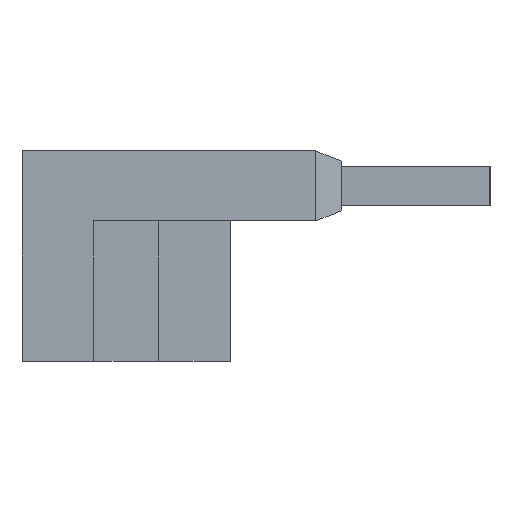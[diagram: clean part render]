
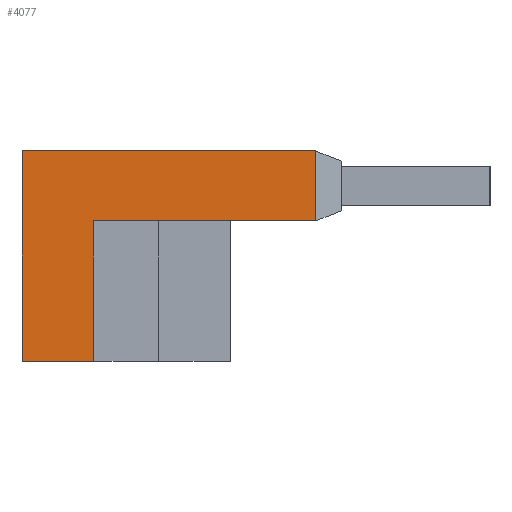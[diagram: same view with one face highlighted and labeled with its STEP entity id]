
A CAD part, left-side view. The second image highlights one B-rep face of the part: STEP entity #4077.
In plain terms, the highlighted planar face has unit normal (-1, 0, 0).
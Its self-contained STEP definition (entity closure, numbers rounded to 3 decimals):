
#308 = EDGE_CURVE ( 'NONE', #3030, #3002, #738, .T. ) ;
#323 = EDGE_CURVE ( 'NONE', #3002, #3144, #712, .T. ) ;
#348 = EDGE_CURVE ( 'NONE', #3144, #2994, #931, .T. ) ;
#367 = EDGE_CURVE ( 'NONE', #3032, #3030, #735, .T. ) ;
#385 = EDGE_CURVE ( 'NONE', #2994, #2972, #743, .T. ) ;
#411 = EDGE_CURVE ( 'NONE', #2972, #3032, #696, .T. ) ;
#696 = LINE ( 'NONE', #5010, #821 ) ;
#697 = VECTOR ( 'NONE', #5052, 1000. ) ;
#712 = LINE ( 'NONE', #5051, #697 ) ;
#735 = LINE ( 'NONE', #4785, #945 ) ;
#738 = LINE ( 'NONE', #4938, #839 ) ;
#743 = LINE ( 'NONE', #5111, #1006 ) ;
#771 = VECTOR ( 'NONE', #4820, 1000. ) ;
#821 = VECTOR ( 'NONE', #5008, 1000. ) ;
#839 = VECTOR ( 'NONE', #4947, 1000. ) ;
#931 = LINE ( 'NONE', #4842, #771 ) ;
#945 = VECTOR ( 'NONE', #4714, 1000. ) ;
#1006 = VECTOR ( 'NONE', #5092, 1000. ) ;
#1253 = DIRECTION ( 'NONE',  ( 0., 0., 1. ) ) ;
#1254 = DIRECTION ( 'NONE',  ( -1., 0., 0. ) ) ;
#1261 = CARTESIAN_POINT ( 'NONE',  ( 6., 92.5, 104. ) ) ;
#1262 = PLANE ( 'NONE',  #1778 ) ;
#1778 = AXIS2_PLACEMENT_3D ( 'NONE', #1261, #1254, #1253 ) ;
#1966 = ORIENTED_EDGE ( 'NONE', *, *, #411, .T. ) ;
#1967 = ORIENTED_EDGE ( 'NONE', *, *, #367, .T. ) ;
#1968 = ORIENTED_EDGE ( 'NONE', *, *, #308, .T. ) ;
#1969 = ORIENTED_EDGE ( 'NONE', *, *, #323, .T. ) ;
#1970 = ORIENTED_EDGE ( 'NONE', *, *, #348, .T. ) ;
#1971 = ORIENTED_EDGE ( 'NONE', *, *, #385, .T. ) ;
#1996 = EDGE_LOOP ( 'NONE', ( #1966, #1967, #1968, #1969, #1970, #1971 ) ) ;
#2972 = VERTEX_POINT ( 'NONE', #4354 ) ;
#2994 = VERTEX_POINT ( 'NONE', #4327 ) ;
#3002 = VERTEX_POINT ( 'NONE', #4318 ) ;
#3030 = VERTEX_POINT ( 'NONE', #4285 ) ;
#3032 = VERTEX_POINT ( 'NONE', #4283 ) ;
#3144 = VERTEX_POINT ( 'NONE', #4280 ) ;
#4077 = ADVANCED_FACE ( 'NONE', ( #5173 ), #1262, .T. ) ;
#4280 = CARTESIAN_POINT ( 'NONE',  ( 6., 109.7, 95.8 ) ) ;
#4283 = CARTESIAN_POINT ( 'NONE',  ( 6., 92.5, 104. ) ) ;
#4285 = CARTESIAN_POINT ( 'NONE',  ( 6., 92.5, 108.1 ) ) ;
#4318 = CARTESIAN_POINT ( 'NONE',  ( 6., 109.7, 108.1 ) ) ;
#4327 = CARTESIAN_POINT ( 'NONE',  ( 6., 105.5, 95.8 ) ) ;
#4354 = CARTESIAN_POINT ( 'NONE',  ( 6., 105.5, 104. ) ) ;
#4714 = DIRECTION ( 'NONE',  ( 0., 0., 1. ) ) ;
#4785 = CARTESIAN_POINT ( 'NONE',  ( 6., 92.5, 104. ) ) ;
#4820 = DIRECTION ( 'NONE',  ( 0., -1., 0. ) ) ;
#4842 = CARTESIAN_POINT ( 'NONE',  ( 6., 107.6, 95.8 ) ) ;
#4938 = CARTESIAN_POINT ( 'NONE',  ( 6., 92.5, 108.1 ) ) ;
#4947 = DIRECTION ( 'NONE',  ( 0., 1., 0. ) ) ;
#5008 = DIRECTION ( 'NONE',  ( 0., -1., 0. ) ) ;
#5010 = CARTESIAN_POINT ( 'NONE',  ( 6., 92.5, 104. ) ) ;
#5051 = CARTESIAN_POINT ( 'NONE',  ( 6., 109.7, 104. ) ) ;
#5052 = DIRECTION ( 'NONE',  ( 0., 0., -1. ) ) ;
#5092 = DIRECTION ( 'NONE',  ( 0., 0., 1. ) ) ;
#5111 = CARTESIAN_POINT ( 'NONE',  ( 6., 105.5, 104. ) ) ;
#5173 = FACE_OUTER_BOUND ( 'NONE', #1996, .T. ) ;
